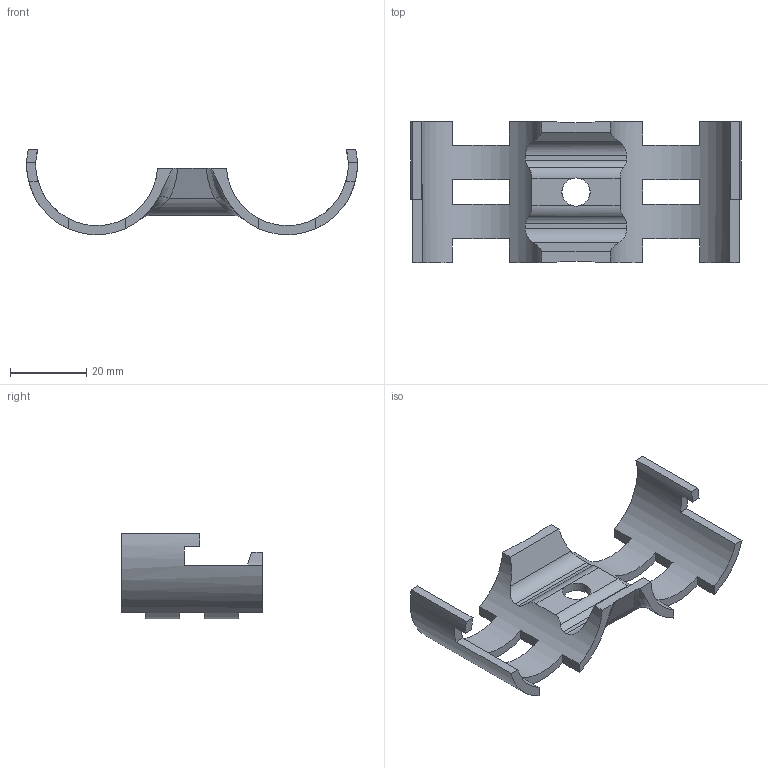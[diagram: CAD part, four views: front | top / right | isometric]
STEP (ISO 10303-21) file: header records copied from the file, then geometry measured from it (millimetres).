
FILE_DESCRIPTION(/* description */ (''),/* implementation_level */ '2;1');
FILE_NAME(/* name */ 'M-018-B-ESD Drehquerverbinder beidseitig dreh schiebbar_B.stp',/* time_stamp */ '2020-08-11T19:42:26+02:00',/* author */ ('jmaun'),/* organization */ (''),/* preprocessor_version */ 'ST-DEVELOPER v17',/* originating_system */ 'Autodesk Inventor 2019',/* authorisation */ '');
FILE_SCHEMA (('AUTOMOTIVE_DESIGN { 1 0 10303 214 3 1 1 }'));
Length unit declared in the file: millimetre
Products named in the file (1): M-018-B-ESD Drehquerverbinder beidseitig dreh schiebbar_B
Bounding box: 86.79 x 37 x 22.34 mm (x, y, z)
Volume: 8799.4 mm3; surface area: 8530.1 mm2
Topology: 1 solids, 1 shells, 82 faces, 228 edges, 147 vertices
Faces by surface type: plane 51, cylinder 19, bspline 12
Full cylindrical faces by diameter (mm): 7.4 x1
Entity records: 4554 total; most frequent: CARTESIAN_POINT 2402, ORIENTED_EDGE 456, DIRECTION 383, EDGE_CURVE 228, VERTEX_POINT 147, AXIS2_PLACEMENT_3D 131, LINE 121, VECTOR 121
